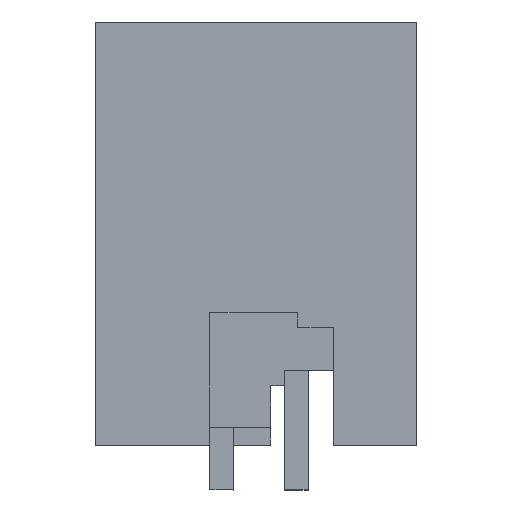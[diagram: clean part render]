
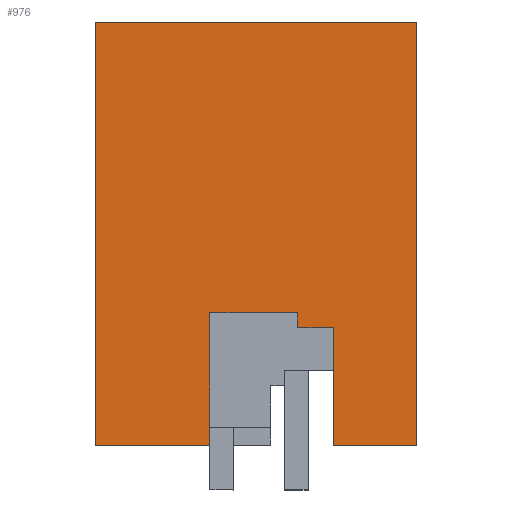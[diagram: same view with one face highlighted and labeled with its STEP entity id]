
A CAD part, left-side view. The second image highlights one B-rep face of the part: STEP entity #976.
In plain terms, the highlighted planar face has unit normal (-1, 0, 0).
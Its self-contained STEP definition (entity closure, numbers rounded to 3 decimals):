
#922=AXIS2_PLACEMENT_3D('Plane Axis2P3D',#919,#920,#921) ;
#190=CARTESIAN_POINT('Vertex',(0.,10.8,15.7)) ;
#193=CARTESIAN_POINT('Line Origine',(0.,5.4,15.7)) ;
#197=CARTESIAN_POINT('Vertex',(0.,0.,15.7)) ;
#383=CARTESIAN_POINT('Vertex',(0.,0.,1.5)) ;
#386=CARTESIAN_POINT('Line Origine',(0.,0.,8.6)) ;
#403=CARTESIAN_POINT('Line Origine',(0.,1.4,1.5)) ;
#407=CARTESIAN_POINT('Vertex',(0.,2.8,1.5)) ;
#550=CARTESIAN_POINT('Vertex',(0.,10.8,1.5)) ;
#553=CARTESIAN_POINT('Line Origine',(0.,10.8,8.6)) ;
#919=CARTESIAN_POINT('Axis2P3D Location',(0.,10.8,10.7)) ;
#924=CARTESIAN_POINT('Line Origine',(0.,8.875,1.5)) ;
#928=CARTESIAN_POINT('Vertex',(0.,6.95,1.5)) ;
#931=CARTESIAN_POINT('Line Origine',(0.,6.95,3.725)) ;
#935=CARTESIAN_POINT('Vertex',(0.,6.95,5.95)) ;
#938=CARTESIAN_POINT('Line Origine',(0.,5.475,5.95)) ;
#942=CARTESIAN_POINT('Vertex',(0.,4.,5.95)) ;
#945=CARTESIAN_POINT('Line Origine',(0.,4.,5.7)) ;
#949=CARTESIAN_POINT('Vertex',(0.,4.,5.45)) ;
#952=CARTESIAN_POINT('Line Origine',(0.,3.4,5.45)) ;
#956=CARTESIAN_POINT('Vertex',(0.,2.8,5.45)) ;
#959=CARTESIAN_POINT('Line Origine',(0.,2.8,3.475)) ;
#194=DIRECTION('Vector Direction',(0.,-1.,0.)) ;
#387=DIRECTION('Vector Direction',(0.,0.,1.)) ;
#404=DIRECTION('Vector Direction',(0.,-1.,0.)) ;
#554=DIRECTION('Vector Direction',(0.,0.,1.)) ;
#920=DIRECTION('Axis2P3D Direction',(1.,0.,0.)) ;
#921=DIRECTION('Axis2P3D XDirection',(0.,1.,0.)) ;
#925=DIRECTION('Vector Direction',(0.,-1.,0.)) ;
#932=DIRECTION('Vector Direction',(0.,0.,-1.)) ;
#939=DIRECTION('Vector Direction',(0.,-1.,0.)) ;
#946=DIRECTION('Vector Direction',(0.,0.,-1.)) ;
#953=DIRECTION('Vector Direction',(0.,-1.,0.)) ;
#960=DIRECTION('Vector Direction',(0.,0.,-1.)) ;
#195=VECTOR('Line Direction',#194,1.) ;
#388=VECTOR('Line Direction',#387,1.) ;
#405=VECTOR('Line Direction',#404,1.) ;
#555=VECTOR('Line Direction',#554,1.) ;
#926=VECTOR('Line Direction',#925,1.) ;
#933=VECTOR('Line Direction',#932,1.) ;
#940=VECTOR('Line Direction',#939,1.) ;
#947=VECTOR('Line Direction',#946,1.) ;
#954=VECTOR('Line Direction',#953,1.) ;
#961=VECTOR('Line Direction',#960,1.) ;
#965=ORIENTED_EDGE('',*,*,#409,.T.) ;
#966=ORIENTED_EDGE('',*,*,#390,.T.) ;
#967=ORIENTED_EDGE('',*,*,#199,.F.) ;
#968=ORIENTED_EDGE('',*,*,#557,.F.) ;
#969=ORIENTED_EDGE('',*,*,#930,.T.) ;
#970=ORIENTED_EDGE('',*,*,#937,.F.) ;
#971=ORIENTED_EDGE('',*,*,#944,.T.) ;
#972=ORIENTED_EDGE('',*,*,#951,.T.) ;
#973=ORIENTED_EDGE('',*,*,#958,.T.) ;
#974=ORIENTED_EDGE('',*,*,#963,.T.) ;
#976=ADVANCED_FACE('HOUSING',(#975),#923,.F.) ;
#199=EDGE_CURVE('',#191,#198,#196,.T.) ;
#390=EDGE_CURVE('',#384,#198,#389,.T.) ;
#409=EDGE_CURVE('',#408,#384,#406,.T.) ;
#557=EDGE_CURVE('',#551,#191,#556,.T.) ;
#930=EDGE_CURVE('',#551,#929,#927,.T.) ;
#937=EDGE_CURVE('',#936,#929,#934,.T.) ;
#944=EDGE_CURVE('',#936,#943,#941,.T.) ;
#951=EDGE_CURVE('',#943,#950,#948,.T.) ;
#958=EDGE_CURVE('',#950,#957,#955,.T.) ;
#963=EDGE_CURVE('',#957,#408,#962,.T.) ;
#964=EDGE_LOOP('',(#965,#966,#967,#968,#969,#970,#971,#972,#973,#974)) ;
#975=FACE_OUTER_BOUND('',#964,.T.) ;
#196=LINE('Line',#193,#195) ;
#389=LINE('Line',#386,#388) ;
#406=LINE('Line',#403,#405) ;
#556=LINE('Line',#553,#555) ;
#927=LINE('Line',#924,#926) ;
#934=LINE('Line',#931,#933) ;
#941=LINE('Line',#938,#940) ;
#948=LINE('Line',#945,#947) ;
#955=LINE('Line',#952,#954) ;
#962=LINE('Line',#959,#961) ;
#923=PLANE('',#922) ;
#191=VERTEX_POINT('',#190) ;
#198=VERTEX_POINT('',#197) ;
#384=VERTEX_POINT('',#383) ;
#408=VERTEX_POINT('',#407) ;
#551=VERTEX_POINT('',#550) ;
#929=VERTEX_POINT('',#928) ;
#936=VERTEX_POINT('',#935) ;
#943=VERTEX_POINT('',#942) ;
#950=VERTEX_POINT('',#949) ;
#957=VERTEX_POINT('',#956) ;
